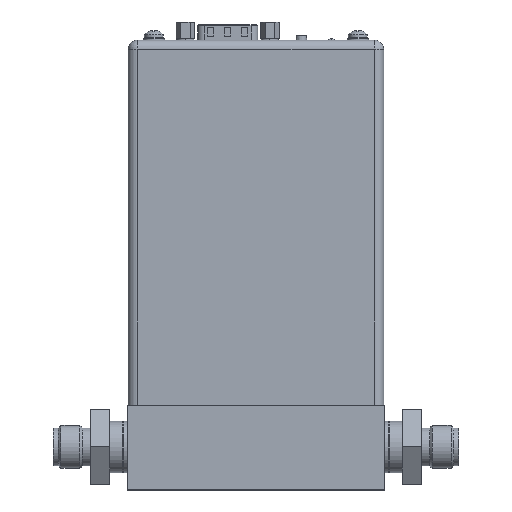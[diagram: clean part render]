
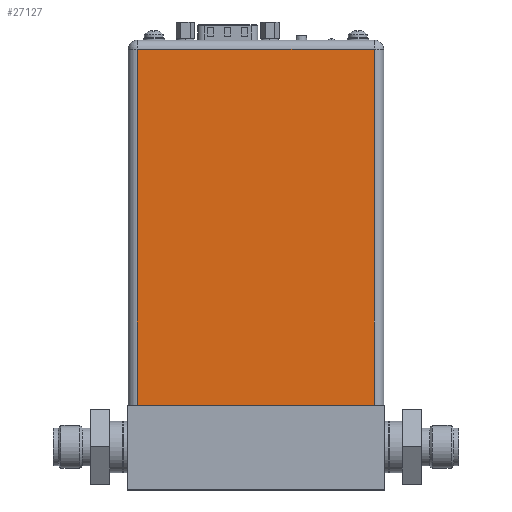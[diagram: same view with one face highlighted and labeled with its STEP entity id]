
A CAD part, top view. The second image highlights one B-rep face of the part: STEP entity #27127.
In plain terms, the highlighted planar face has unit normal (0, 0, 1).
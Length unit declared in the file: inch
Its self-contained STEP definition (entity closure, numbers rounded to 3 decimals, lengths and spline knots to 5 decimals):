
#26131=DIRECTION('',(0.,1.,0.));
#26132=VECTOR('',#26131,4.141);
#26133=CARTESIAN_POINT('',(1.3785,0.,1.425));
#26134=LINE('',#26133,#26132);
#26139=DIRECTION('',(-1.,0.,0.));
#26140=VECTOR('',#26139,2.757);
#26141=CARTESIAN_POINT('',(1.3785,0.,1.425));
#26142=LINE('',#26141,#26140);
#26147=DIRECTION('',(0.,-1.,0.));
#26148=VECTOR('',#26147,4.141);
#26149=CARTESIAN_POINT('',(-1.3785,4.141,1.425));
#26150=LINE('',#26149,#26148);
#26334=DIRECTION('',(-1.,0.,0.));
#26335=VECTOR('',#26334,2.757);
#26336=CARTESIAN_POINT('',(1.3785,4.141,1.425));
#26337=LINE('',#26336,#26335);
#26821=CARTESIAN_POINT('',(-1.3785,0.,1.425));
#26822=VERTEX_POINT('',#26821);
#26823=CARTESIAN_POINT('',(1.3785,0.,1.425));
#26824=VERTEX_POINT('',#26823);
#27015=CARTESIAN_POINT('',(-1.3785,4.141,1.425));
#27016=VERTEX_POINT('',#27015);
#27017=CARTESIAN_POINT('',(1.3785,4.141,1.425));
#27018=VERTEX_POINT('',#27017);
#27114=CARTESIAN_POINT('',(-1.4875,0.,1.425));
#27115=DIRECTION('',(0.,0.,1.));
#27116=DIRECTION('',(1.,0.,0.));
#27117=AXIS2_PLACEMENT_3D('',#27114,#27115,#27116);
#27118=PLANE('',#27117);
#27119=ORIENTED_EDGE('',*,*,#27106,.F.);
#27120=ORIENTED_EDGE('',*,*,#27034,.T.);
#27122=ORIENTED_EDGE('',*,*,#27121,.F.);
#27124=ORIENTED_EDGE('',*,*,#27123,.F.);
#27125=EDGE_LOOP('',(#27119,#27120,#27122,#27124));
#27126=FACE_OUTER_BOUND('',#27125,.F.);
#27127=ADVANCED_FACE('',(#27126),#27118,.T.);
#27034=EDGE_CURVE('',#26824,#26822,#26142,.T.);
#27106=EDGE_CURVE('',#26824,#27018,#26134,.T.);
#27121=EDGE_CURVE('',#27016,#26822,#26150,.T.);
#27123=EDGE_CURVE('',#27018,#27016,#26337,.T.);
